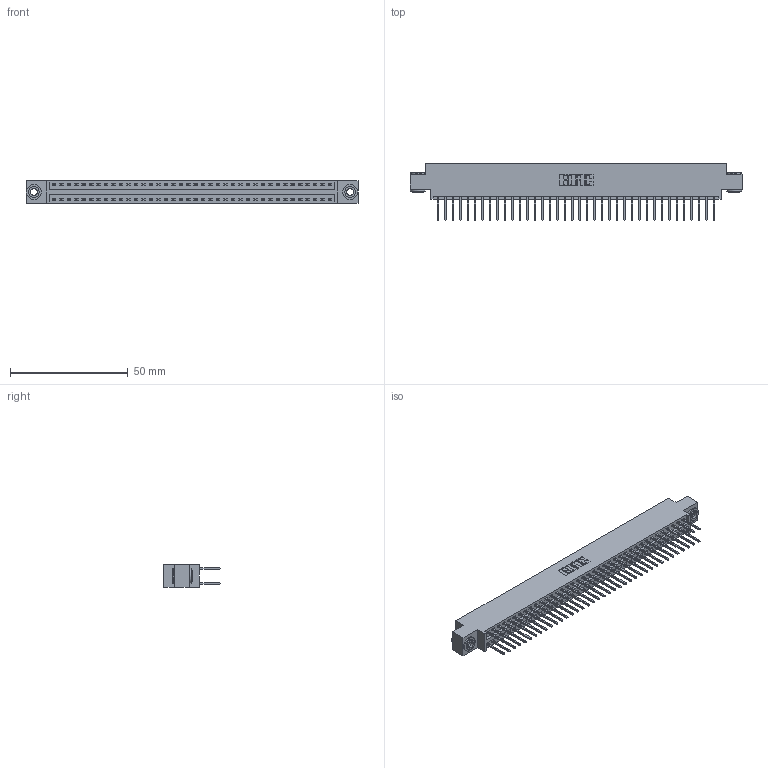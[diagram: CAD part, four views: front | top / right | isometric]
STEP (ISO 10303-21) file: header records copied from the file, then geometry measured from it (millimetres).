
FILE_DESCRIPTION (( 'STEP AP203' ), '1' );
FILE_NAME ('346-076-526-803.STEP', '2022-05-25T05:09:46', ( '' ), ( '' ), 'SwSTEP 2.0', 'SolidWorks 2020', '' );
FILE_SCHEMA (( 'CONFIG_CONTROL_DESIGN' ));
Length unit declared in the file: inch
Products named in the file (4): 346-076-526-803; 346 Part_0.170 Offset - 0.156 Dia-TH; 345-292-001_345-293-126; 345-250-002_345-250-002-102
Assembly tree (79 placements, depth 2):
  346-076-526-803
    346 Part_0.170 Offset - 0.156 Dia-TH
    345-292-001_345-293-126  x76
    345-250-002_345-250-002-102  x2
Bounding box: 141.22 x 24.13 x 9.4 mm (x, y, z)
Volume: 13711.4 mm3; surface area: 19770.5 mm2
Topology: 79 solids, 79 shells, 4130 faces, 12233 edges, 8050 vertices
Faces by surface type: plane 2764, cylinder 1358, cone 8
Entity records: 26554 total; most frequent: CARTESIAN_POINT 4365, ORIENTED_EDGE 4290, DIRECTION 3927, EDGE_CURVE 2145, VECTOR 1837, LINE 1837, VERTEX_POINT 1426, AXIS2_PLACEMENT_3D 1045
